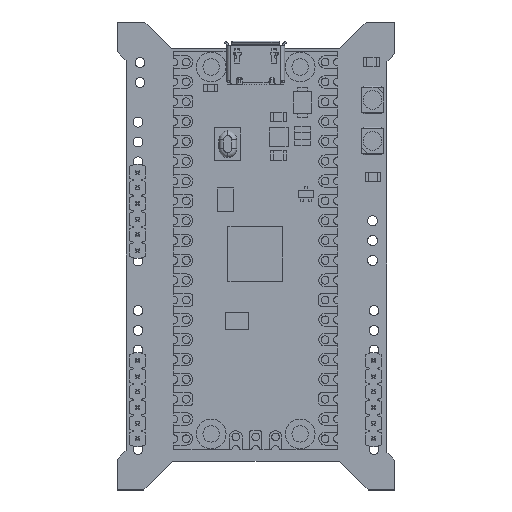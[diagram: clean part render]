
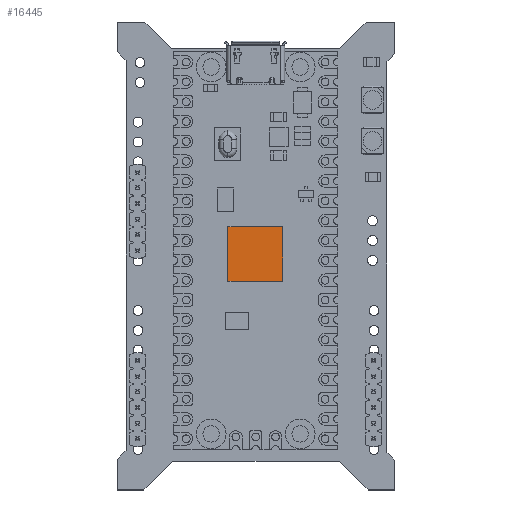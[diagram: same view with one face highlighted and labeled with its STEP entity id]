
A CAD part, top view. The second image highlights one B-rep face of the part: STEP entity #16445.
In plain terms, the highlighted face is planar.
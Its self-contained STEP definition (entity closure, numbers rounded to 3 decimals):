
#16336 = VERTEX_POINT('',#16337);
#16337 = CARTESIAN_POINT('',(-3.55,1.9,3.95));
#16343 = EDGE_CURVE('',#16344,#16336,#16346,.T.);
#16344 = VERTEX_POINT('',#16345);
#16345 = CARTESIAN_POINT('',(-3.55,1.9,-3.05));
#16346 = LINE('',#16347,#16348);
#16347 = CARTESIAN_POINT('',(-3.55,1.9,-3.05));
#16348 = VECTOR('',#16349,1.);
#16349 = DIRECTION('',(0.,0.,1.));
#16374 = VERTEX_POINT('',#16375);
#16375 = CARTESIAN_POINT('',(3.45,1.9,3.95));
#16381 = EDGE_CURVE('',#16336,#16374,#16382,.T.);
#16382 = LINE('',#16383,#16384);
#16383 = CARTESIAN_POINT('',(-3.55,1.9,3.95));
#16384 = VECTOR('',#16385,1.);
#16385 = DIRECTION('',(1.,0.,0.));
#16405 = VERTEX_POINT('',#16406);
#16406 = CARTESIAN_POINT('',(3.45,1.9,-3.05));
#16412 = EDGE_CURVE('',#16374,#16405,#16413,.T.);
#16413 = LINE('',#16414,#16415);
#16414 = CARTESIAN_POINT('',(3.45,1.9,-3.05));
#16415 = VECTOR('',#16416,1.);
#16416 = DIRECTION('',(0.,-0.,-1.));
#16434 = EDGE_CURVE('',#16405,#16344,#16435,.T.);
#16435 = LINE('',#16436,#16437);
#16436 = CARTESIAN_POINT('',(-3.55,1.9,-3.05));
#16437 = VECTOR('',#16438,1.);
#16438 = DIRECTION('',(-1.,-0.,-0.));
#16445 = ADVANCED_FACE('',(#16446),#16452,.T.);
#16446 = FACE_BOUND('',#16447,.T.);
#16447 = EDGE_LOOP('',(#16448,#16449,#16450,#16451));
#16448 = ORIENTED_EDGE('',*,*,#16343,.T.);
#16449 = ORIENTED_EDGE('',*,*,#16381,.T.);
#16450 = ORIENTED_EDGE('',*,*,#16412,.T.);
#16451 = ORIENTED_EDGE('',*,*,#16434,.T.);
#16452 = PLANE('',#16453);
#16453 = AXIS2_PLACEMENT_3D('',#16454,#16455,#16456);
#16454 = CARTESIAN_POINT('',(0.,1.9,0.));
#16455 = DIRECTION('',(0.,1.,0.));
#16456 = DIRECTION('',(0.,-0.,1.));
